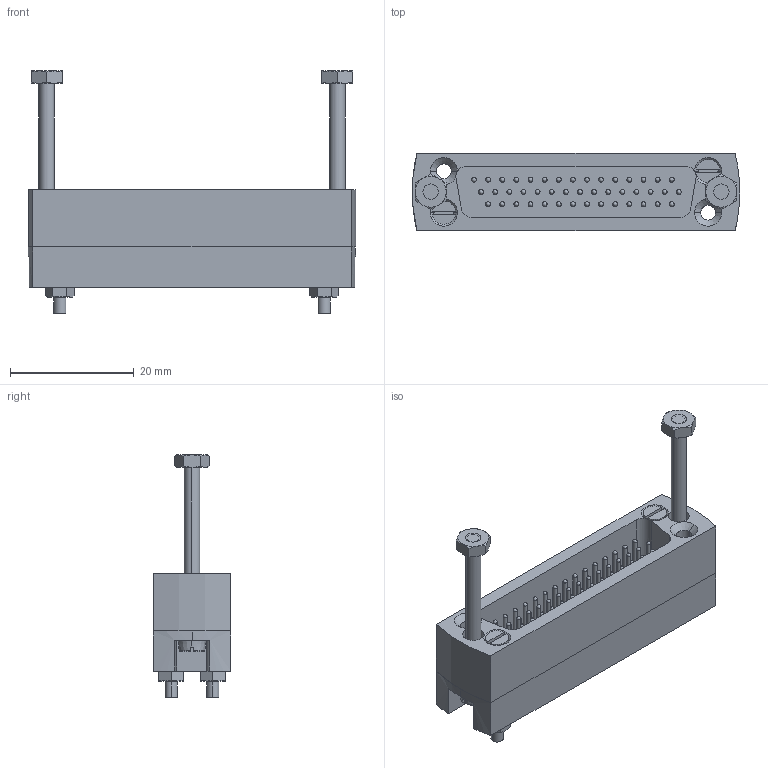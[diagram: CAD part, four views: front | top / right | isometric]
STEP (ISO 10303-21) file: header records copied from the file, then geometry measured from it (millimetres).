
FILE_DESCRIPTION (( 'STEP AP214' ), '1' );
FILE_NAME ('211-MS44H-UHV.STEP', '2016-04-15T10:55:31', ( 'allectra' ), ( 'Microsoft' ), 'SwSTEP 2.0', 'SolidWorks 2014', '' );
FILE_SCHEMA (( 'AUTOMOTIVE_DESIGN' ));
Length unit declared in the file: millimetre
Products named in the file (62): 360-CRM-0.7; 9211-FSXH-UHV-BP; 9211-MSXH-UHV-FP; 211-MS44H-UHV; Hexagon Nut ISO 4032 - M2.5 - D - N_Hexagon Nut ISO 4032 - M2.5 - D - N; ISO 1207 - M2.5 x 30 --- 30N_ISO 1207 - M2.5 x 30 --- 30N; ISO 2009 - M2 x 20 --- 20C_ISO 2009 - M2 x 20 --- 20C; Hexagon Nut ISO 4032 - M2 - D - N_Hexagon Nut ISO 4032 - M2 - D - N; 9211-FSXH-UHV-BP_9211-FS44H-UHV-BP; Hexagon Nut ISO 4032 - M2.5 - D - N; 9211-MSXH-UHV-FP_9211-MS44H-UHV-FP; ISO 1207 - M2.5 x 30 --- 30N; ISO 2009 - M2 x 20 --- 20C; Hexagon Nut ISO 4032 - M2 - D - N
Assembly tree (54 placements, depth 2):
  360-CRM-0.7
  9211-FSXH-UHV-BP
  360-CRM-0.7
  360-CRM-0.7
  9211-MSXH-UHV-FP
Bounding box: 53 x 12.5 x 39.2 mm (x, y, z)
Volume: 7713.9 mm3; surface area: 10745.9 mm2
Topology: 54 solids, 54 shells, 1330 faces, 3191 edges, 1966 vertices
Faces by surface type: cylinder 767, cone 256, plane 255, bspline 44, torus 8
Entity records: 18791 total; most frequent: DIRECTION 3333, CARTESIAN_POINT 3328, ORIENTED_EDGE 2742, AXIS2_PLACEMENT_3D 1415, EDGE_CURVE 1371, VERTEX_POINT 869, EDGE_LOOP 808, CIRCLE 799
